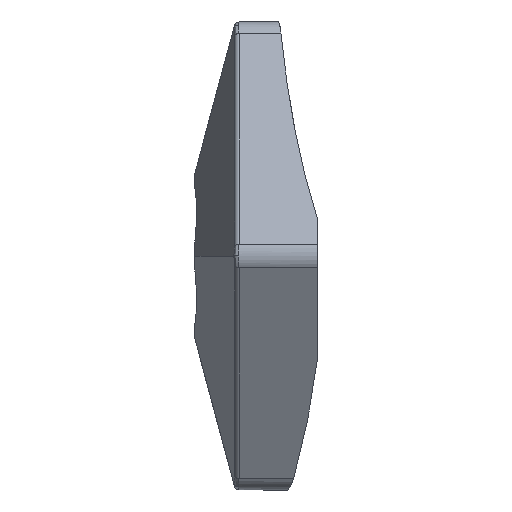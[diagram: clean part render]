
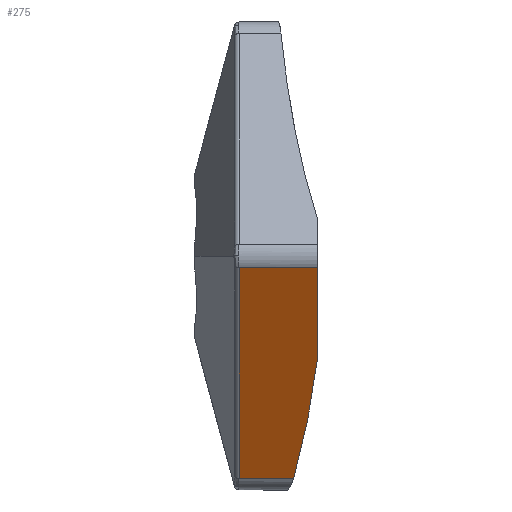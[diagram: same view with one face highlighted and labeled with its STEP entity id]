
A CAD part, left-side view. The second image highlights one B-rep face of the part: STEP entity #275.
In plain terms, the highlighted planar face has unit normal (-0.866, 0, -0.5).
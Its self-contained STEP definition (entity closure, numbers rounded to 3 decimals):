
#147 = CARTESIAN_POINT ( 'NONE',  ( -12.657, 1.751, -18.277 ) ) ;
#155 = LINE ( 'NONE', #157, #1042 ) ;
#156 = CARTESIAN_POINT ( 'NONE',  ( -12.182, 2.018, -19.1 ) ) ;
#157 = CARTESIAN_POINT ( 'NONE',  ( -12.182, 10.5, -19.1 ) ) ;
#158 = DIRECTION ( 'NONE',  ( 0., -1., 0. ) ) ;
#160 = LINE ( 'NONE', #167, #1039 ) ;
#161 = CARTESIAN_POINT ( 'NONE',  ( -13.137, 1.534, -17.446 ) ) ;
#162 = CARTESIAN_POINT ( 'NONE',  ( -14.101, 1.147, -15.777 ) ) ;
#163 = CARTESIAN_POINT ( 'NONE',  ( -14.584, 0.978, -14.939 ) ) ;
#164 = CARTESIAN_POINT ( 'NONE',  ( -16.039, 0.51, -12.419 ) ) ;
#165 = CARTESIAN_POINT ( 'NONE',  ( -17.013, 0.247, -10.732 ) ) ;
#166 = CARTESIAN_POINT ( 'NONE',  ( -17.989, 0., -9.042 ) ) ;
#167 = CARTESIAN_POINT ( 'NONE',  ( -12.182, 6.71, -19.1 ) ) ;
#168 = DIRECTION ( 'NONE',  ( 0.5, 0., -0.866 ) ) ;
#169 = LINE ( 'NONE', #170, #1043 ) ;
#170 = CARTESIAN_POINT ( 'NONE',  ( -22.632, 10.5, -1. ) ) ;
#171 = DIRECTION ( 'NONE',  ( 0., 1., 0. ) ) ;
#275 = ADVANCED_FACE ( 'NONE', ( #517 ), #518, .F. ) ;
#393 = EDGE_CURVE ( 'NONE', #1346, #1347, #155, .T. ) ;
#394 = EDGE_CURVE ( 'NONE', #1347, #1277, #1123, .T. ) ;
#395 = EDGE_CURVE ( 'NONE', #1301, #1346, #160, .T. ) ;
#396 = EDGE_CURVE ( 'NONE', #1305, #1301, #169, .T. ) ;
#433 = EDGE_CURVE ( 'NONE', #1277, #1305, #1603, .T. ) ;
#465 = ORIENTED_EDGE ( 'NONE', *, *, #396, .T. ) ;
#509 = CARTESIAN_POINT ( 'NONE',  ( -11.605, 10.5, -20.1 ) ) ;
#517 = FACE_OUTER_BOUND ( 'NONE', #1354, .T. ) ;
#518 = PLANE ( 'NONE',  #987 ) ;
#520 = DIRECTION ( 'NONE',  ( 0.866, 0., 0.5 ) ) ;
#521 = DIRECTION ( 'NONE',  ( 0.5, 0., -0.866 ) ) ;
#821 = ORIENTED_EDGE ( 'NONE', *, *, #394, .T. ) ;
#987 = AXIS2_PLACEMENT_3D ( 'NONE', #509, #520, #521 ) ;
#1039 = VECTOR ( 'NONE', #168, 1000. ) ;
#1042 = VECTOR ( 'NONE', #158, 1000. ) ;
#1043 = VECTOR ( 'NONE', #171, 1000. ) ;
#1087 = VECTOR ( 'NONE', #1605, 1000. ) ;
#1123 = B_SPLINE_CURVE_WITH_KNOTS ( 'NONE', 3,
 ( #156, #147, #161, #162, #163, #164, #165, #166 ),
 .UNSPECIFIED., .F., .F.,
 ( 4, 2, 2, 4 ),
 ( 0., 0.003, 0.006, 0.012 ),
 .UNSPECIFIED. ) ;
#1277 = VERTEX_POINT ( 'NONE', #1622 ) ;
#1301 = VERTEX_POINT ( 'NONE', #1646 ) ;
#1305 = VERTEX_POINT ( 'NONE', #1648 ) ;
#1346 = VERTEX_POINT ( 'NONE', #1687 ) ;
#1347 = VERTEX_POINT ( 'NONE', #1688 ) ;
#1354 = EDGE_LOOP ( 'NONE', ( #465, #1385, #1380, #821, #1379 ) ) ;
#1379 = ORIENTED_EDGE ( 'NONE', *, *, #433, .T. ) ;
#1380 = ORIENTED_EDGE ( 'NONE', *, *, #393, .T. ) ;
#1385 = ORIENTED_EDGE ( 'NONE', *, *, #395, .T. ) ;
#1603 = LINE ( 'NONE', #1604, #1087 ) ;
#1604 = CARTESIAN_POINT ( 'NONE',  ( -11.605, 0., -20.1 ) ) ;
#1605 = DIRECTION ( 'NONE',  ( -0.5, 0., 0.866 ) ) ;
#1622 = CARTESIAN_POINT ( 'NONE',  ( -17.989, 0., -9.042 ) ) ;
#1646 = CARTESIAN_POINT ( 'NONE',  ( -22.632, 6.71, -1. ) ) ;
#1648 = CARTESIAN_POINT ( 'NONE',  ( -22.632, 0., -1. ) ) ;
#1687 = CARTESIAN_POINT ( 'NONE',  ( -12.182, 6.71, -19.1 ) ) ;
#1688 = CARTESIAN_POINT ( 'NONE',  ( -12.182, 2.018, -19.1 ) ) ;
